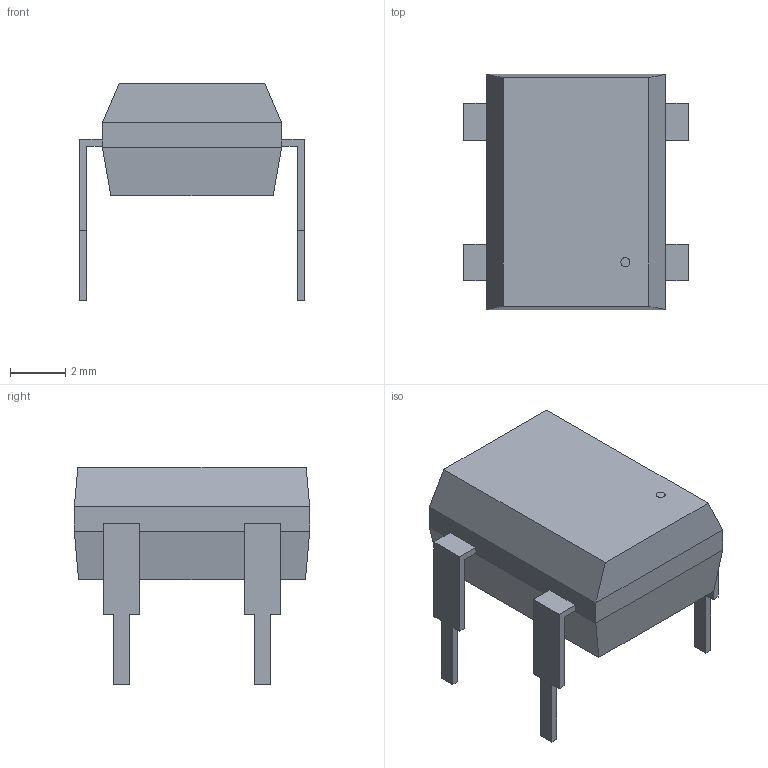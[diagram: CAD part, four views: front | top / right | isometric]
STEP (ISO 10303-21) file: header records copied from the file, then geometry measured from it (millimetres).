
FILE_DESCRIPTION(('STEP AP214'),'1');
FILE_NAME('DIP4_DFM','2019-02-22T19:01:43',(''),(''),'','','');
FILE_SCHEMA(('AUTOMOTIVE_DESIGN'));
Length unit declared in the file: millimetre
Products named in the file (1): product
Bounding box: 8.13 x 8.51 x 7.88 mm (x, y, z)
Volume: 0 mm3; surface area: 281 mm2
Topology: 1 solids, 63 shells, 65 faces, 299 edges, 298 vertices
Faces by surface type: plane 64, cylinder 1
Full cylindrical faces by diameter (mm): 0.324 x1
Entity records: 3334 total; most frequent: CARTESIAN_POINT 663, VERTEX_POINT 594, DIRECTION 434, ORIENTED_EDGE 300, EDGE_CURVE 298, LINE 296, VECTOR 296, AXIS2_PLACEMENT_3D 69
